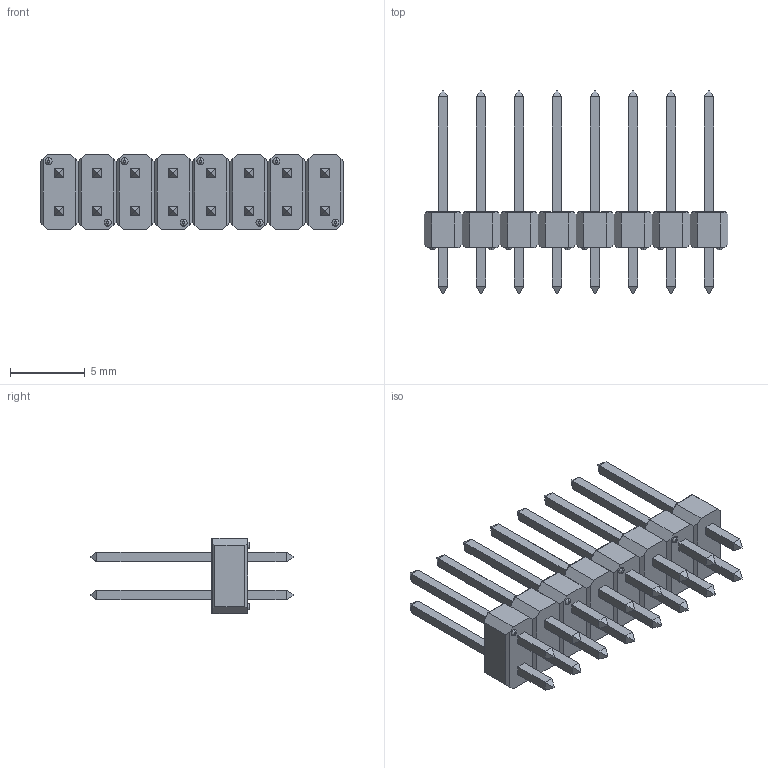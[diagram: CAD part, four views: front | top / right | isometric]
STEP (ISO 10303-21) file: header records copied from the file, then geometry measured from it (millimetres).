
FILE_DESCRIPTION (( 'STEP AP214' ), '1' );
FILE_NAME ('SULLINS_PBC08DFAN.STEP', '2026-02-07T23:05:47', ( '' ), ( '' ), 'SwSTEP 2.0', 'SolidWorks 2023', '' );
FILE_SCHEMA (( 'AUTOMOTIVE_DESIGN' ));
Length unit declared in the file: millimetre
Products named in the file (1): SULLINS_PBC08DFAN
Bounding box: 20.32 x 13.53 x 5.08 mm (x, y, z)
Volume: 305 mm3; surface area: 908.9 mm2
Topology: 40 solids, 40 shells, 520 faces, 1136 edges, 704 vertices
Faces by surface type: bspline 520
Entity records: 19970 total; most frequent: CARTESIAN_POINT 6497, ORIENTED_EDGE 2272, EDGE_CURVE 1136, B_SPLINE_CURVE_WITH_KNOTS 1088, VERTEX_POINT 704, UNCERTAINTY_MEASURE_WITH_UNIT 561, FILL_AREA_STYLE_COLOUR 560, SURFACE_STYLE_FILL_AREA 560
